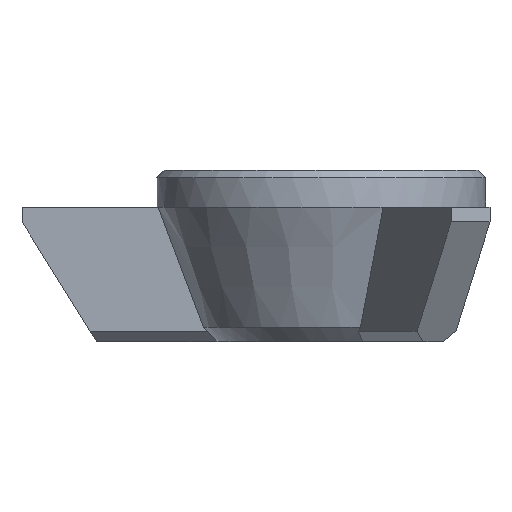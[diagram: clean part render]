
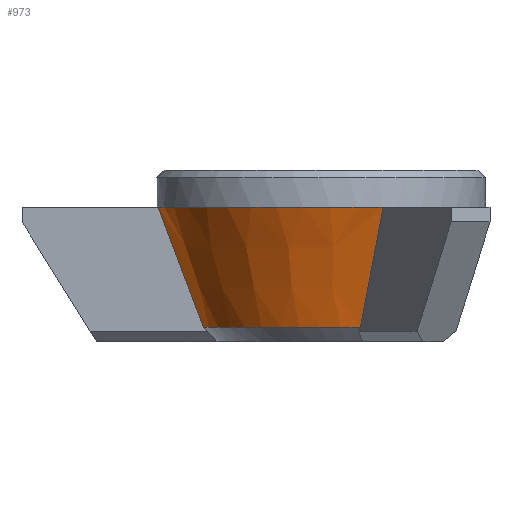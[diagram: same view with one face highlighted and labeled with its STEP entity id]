
A CAD part, front view. The second image highlights one B-rep face of the part: STEP entity #973.
In plain terms, the highlighted conical face has half-angle 20.439 degrees and reference radius 9.5 mm.
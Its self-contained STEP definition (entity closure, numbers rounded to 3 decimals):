
#27=(
BOUNDED_CURVE()
B_SPLINE_CURVE(2,(#1526,#1527,#1528),.UNSPECIFIED.,.F.,.F.)
B_SPLINE_CURVE_WITH_KNOTS((3,3),(0.,0.86),.UNSPECIFIED.)
CURVE()
GEOMETRIC_REPRESENTATION_ITEM()
RATIONAL_B_SPLINE_CURVE((1.,1.013,1.))
REPRESENTATION_ITEM('')
);
#34=(
BOUNDED_CURVE()
B_SPLINE_CURVE(2,(#1570,#1571,#1572),.UNSPECIFIED.,.F.,.F.)
B_SPLINE_CURVE_WITH_KNOTS((3,3),(0.,0.86),.UNSPECIFIED.)
CURVE()
GEOMETRIC_REPRESENTATION_ITEM()
RATIONAL_B_SPLINE_CURVE((1.,1.013,1.))
REPRESENTATION_ITEM('')
);
#135=FACE_OUTER_BOUND('',#191,.T.);
#191=EDGE_LOOP('',(#881,#882,#883,#884));
#370=CIRCLE('',#1014,11.);
#392=CIRCLE('',#1078,8.);
#405=VERTEX_POINT('',#1381);
#406=VERTEX_POINT('',#1383);
#449=VERTEX_POINT('',#1525);
#458=VERTEX_POINT('',#1566);
#500=EDGE_CURVE('',#406,#405,#370,.T.);
#559=EDGE_CURVE('',#449,#406,#27,.T.);
#575=EDGE_CURVE('',#405,#458,#34,.T.);
#624=EDGE_CURVE('',#449,#458,#392,.T.);
#881=ORIENTED_EDGE('',*,*,#559,.T.);
#882=ORIENTED_EDGE('',*,*,#500,.T.);
#883=ORIENTED_EDGE('',*,*,#575,.T.);
#884=ORIENTED_EDGE('',*,*,#624,.F.);
#921=CONICAL_SURFACE('',#1083,9.5,0.357);
#973=ADVANCED_FACE('',(#135),#921,.T.);
#1014=AXIS2_PLACEMENT_3D('',#1384,#1125,#1126);
#1078=AXIS2_PLACEMENT_3D('',#1681,#1329,#1330);
#1083=AXIS2_PLACEMENT_3D('',#1686,#1339,#1340);
#1125=DIRECTION('center_axis',(0.,0.,-1.));
#1126=DIRECTION('ref_axis',(1.,0.,0.));
#1329=DIRECTION('center_axis',(0.,0.,-1.));
#1330=DIRECTION('ref_axis',(1.,0.,0.));
#1339=DIRECTION('center_axis',(0.,0.,1.));
#1340=DIRECTION('ref_axis',(-1.,0.,0.));
#1381=CARTESIAN_POINT('',(-10.897,-1.5,9.));
#1383=CARTESIAN_POINT('',(4.15,-10.187,9.));
#1384=CARTESIAN_POINT('Origin',(0.,0.,9.));
#1525=CARTESIAN_POINT('',(2.63,-7.555,0.95));
#1526=CARTESIAN_POINT('Ctrl Pts',(2.63,-7.555,0.95));
#1527=CARTESIAN_POINT('Ctrl Pts',(3.27,-8.664,4.323));
#1528=CARTESIAN_POINT('Ctrl Pts',(4.15,-10.187,9.));
#1566=CARTESIAN_POINT('',(-7.858,-1.5,0.95));
#1570=CARTESIAN_POINT('Ctrl Pts',(-10.897,-1.5,9.));
#1571=CARTESIAN_POINT('Ctrl Pts',(-9.138,-1.5,4.323));
#1572=CARTESIAN_POINT('Ctrl Pts',(-7.858,-1.5,0.95));
#1681=CARTESIAN_POINT('Origin',(0.,0.,0.95));
#1686=CARTESIAN_POINT('Origin',(0.,0.,4.975));
